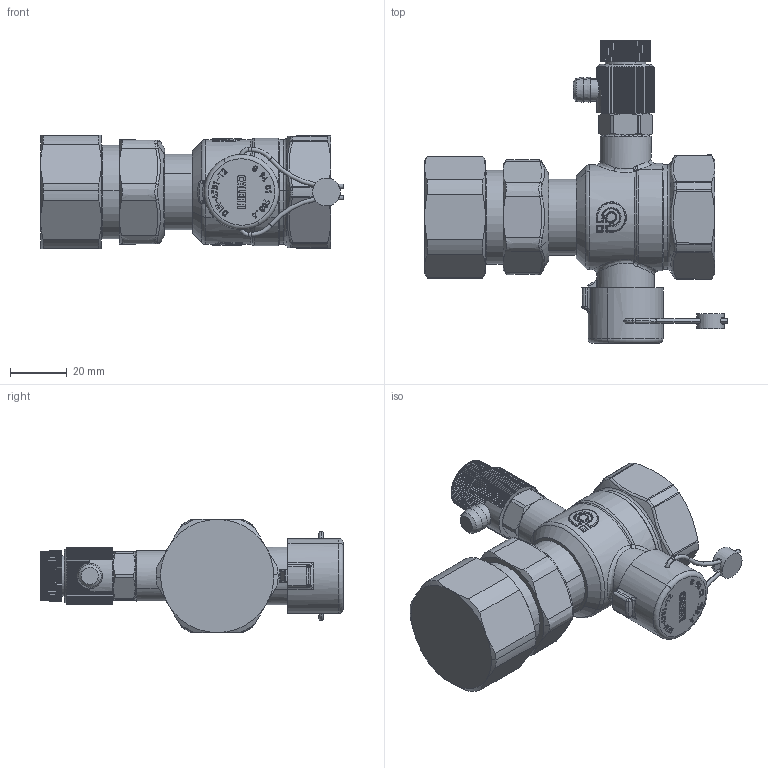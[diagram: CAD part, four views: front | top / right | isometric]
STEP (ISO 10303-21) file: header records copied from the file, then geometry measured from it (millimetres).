
FILE_DESCRIPTION(('CATIA V5 STEP Exchange','CAx-IF Rec.Pracs.--- Model Styling and Organization---1.5--- 2016-08-15','CAx-IF Rec.Pracs.---Supplemental Geometry---1.0---2011-11-01','CAx-IF Rec.Pracs.--- Composite Materials ---3.4---2017-06-13','CAx-IF Rec.Pracs.---Tessellated 3D Geometry---1.0---2015-12-17'),'2;1');
FILE_NAME('STEP_558060_-_TST.stp','2023-09-12T06:50:40+00:00',('none'),('none'),'CATIA Version 5-6 Release 2020 SP5','CATIA V5 STEP AP242 v2','none');
FILE_SCHEMA(('AP242_MANAGED_MODEL_BASED_3D_ENGINEERING_MIM_LF {1 0 10303 442 1 1 4}'));
Products named in the file (1): 558060 - TST
Bounding box: 107 x 107.2 x 40 mm (x, y, z)
Volume: 140790.9 mm3; surface area: 23523.3 mm2
Topology: 2 solids, 2 shells, 1998 faces, 5241 edges, 3226 vertices
Faces by surface type: plane 695, bspline 556, extrusion 265, cone 169, torus 117, cylinder 111, sphere 85
Entity records: 89309 total; most frequent: CARTESIAN_POINT 48251, ORIENTED_EDGE 10338, EDGE_CURVE 5169, DIRECTION 4526, VERTEX_POINT 3226, B_SPLINE_CURVE_WITH_KNOTS 2855, VECTOR 2217, EDGE_LOOP 2053
